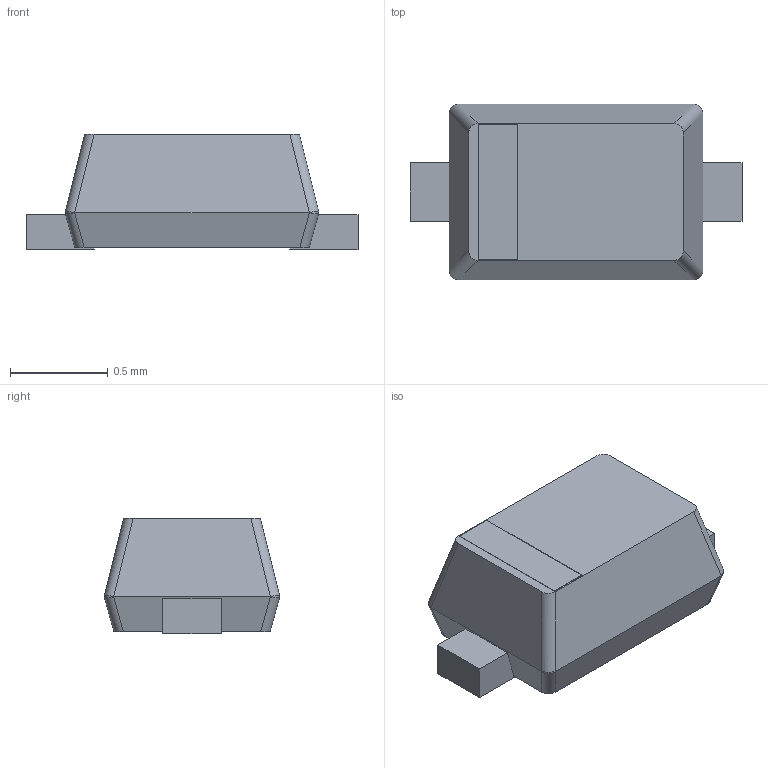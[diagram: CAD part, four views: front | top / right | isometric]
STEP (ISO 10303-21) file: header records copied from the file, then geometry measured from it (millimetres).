
FILE_DESCRIPTION(('FreeCAD Model'),'2;1');
FILE_NAME('BAT54-02V__sc79.step','2017-06-08T17:16:00',( 'kicad StepUp'),('ksu MCAD'),'Open CASCADE STEP processor 6.8', 'FreeCAD','Unknown');
FILE_SCHEMA(('AUTOMOTIVE_DESIGN_CC2 { 1 2 10303 214 -1 1 5 4 }'));
Length unit declared in the file: millimetre
Products named in the file (1): BAT54-02V__sc79
Bounding box: 1.7 x 0.9 x 0.59 mm (x, y, z)
Volume: 0.6 mm3; surface area: 4.6 mm2
Topology: 1 solids, 1 shells, 43 faces, 108 edges, 68 vertices
Faces by surface type: plane 31, cylinder 8, bspline 4
Entity records: 2649 total; most frequent: CARTESIAN_POINT 1344, ORIENTED_EDGE 216, DIRECTION 180, EDGE_CURVE 108, LINE 84, VECTOR 84, VERTEX_POINT 68, AXIS2_PLACEMENT_3D 48
